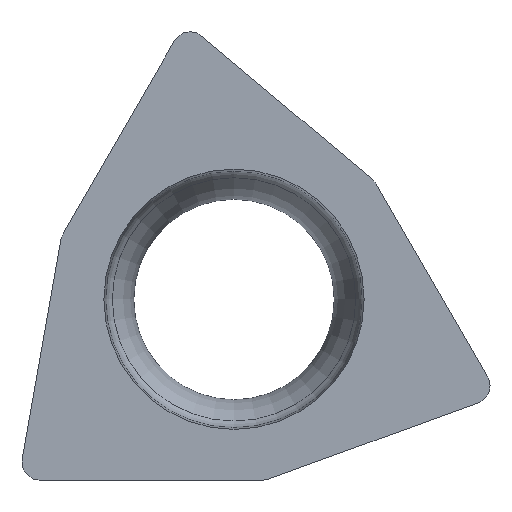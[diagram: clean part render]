
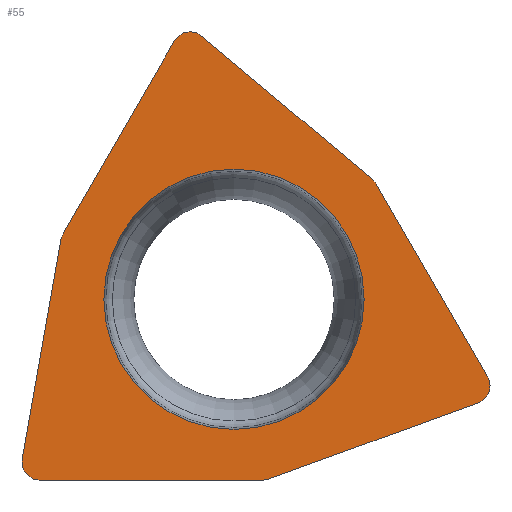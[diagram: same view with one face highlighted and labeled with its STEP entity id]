
A CAD part, top view. The second image highlights one B-rep face of the part: STEP entity #55.
In plain terms, the highlighted planar face has unit normal (0, 0, 1).
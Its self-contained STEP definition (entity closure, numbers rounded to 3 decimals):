
#55=ADVANCED_FACE('',(#81,#82),#73,.F.);
#73=PLANE('',#377);
#81=FACE_BOUND('',#93,.T.);
#82=FACE_BOUND('',#94,.T.);
#93=EDGE_LOOP('',(#128,#129,#130,#131,#132,#133,#134,#135,#136,#137,#138,#139));
#94=EDGE_LOOP('',(#140));
#117=CIRCLE('',#370,0.198);
#118=CIRCLE('',#371,0.198);
#119=CIRCLE('',#372,0.198);
#120=CIRCLE('',#373,0.198);
#121=CIRCLE('',#374,0.198);
#122=CIRCLE('',#375,0.198);
#123=CIRCLE('',#376,1.428);
#128=ORIENTED_EDGE('',*,*,#239,.T.);
#129=ORIENTED_EDGE('',*,*,#240,.T.);
#130=ORIENTED_EDGE('',*,*,#241,.T.);
#131=ORIENTED_EDGE('',*,*,#242,.T.);
#132=ORIENTED_EDGE('',*,*,#243,.T.);
#133=ORIENTED_EDGE('',*,*,#244,.T.);
#134=ORIENTED_EDGE('',*,*,#245,.T.);
#135=ORIENTED_EDGE('',*,*,#246,.T.);
#136=ORIENTED_EDGE('',*,*,#247,.T.);
#137=ORIENTED_EDGE('',*,*,#248,.T.);
#138=ORIENTED_EDGE('',*,*,#249,.T.);
#139=ORIENTED_EDGE('',*,*,#250,.T.);
#140=ORIENTED_EDGE('',*,*,#251,.F.);
#210=VERTEX_POINT('',#558);
#211=VERTEX_POINT('',#559);
#212=VERTEX_POINT('',#561);
#213=VERTEX_POINT('',#563);
#214=VERTEX_POINT('',#565);
#215=VERTEX_POINT('',#567);
#216=VERTEX_POINT('',#569);
#217=VERTEX_POINT('',#571);
#218=VERTEX_POINT('',#573);
#219=VERTEX_POINT('',#575);
#220=VERTEX_POINT('',#577);
#221=VERTEX_POINT('',#579);
#222=VERTEX_POINT('',#582);
#239=EDGE_CURVE('',#210,#211,#280,.T.);
#240=EDGE_CURVE('',#211,#212,#117,.T.);
#241=EDGE_CURVE('',#212,#213,#281,.T.);
#242=EDGE_CURVE('',#213,#214,#118,.T.);
#243=EDGE_CURVE('',#214,#215,#282,.T.);
#244=EDGE_CURVE('',#215,#216,#119,.T.);
#245=EDGE_CURVE('',#216,#217,#283,.T.);
#246=EDGE_CURVE('',#217,#218,#120,.T.);
#247=EDGE_CURVE('',#218,#219,#284,.T.);
#248=EDGE_CURVE('',#219,#220,#121,.T.);
#249=EDGE_CURVE('',#220,#221,#285,.T.);
#250=EDGE_CURVE('',#221,#210,#122,.T.);
#251=EDGE_CURVE('',#222,#222,#123,.T.);
#280=LINE('',#557,#310);
#281=LINE('',#562,#311);
#282=LINE('',#566,#312);
#283=LINE('',#570,#313);
#284=LINE('',#574,#314);
#285=LINE('',#578,#315);
#310=VECTOR('',#405,1.0);
#311=VECTOR('',#408,1.0);
#312=VECTOR('',#411,1.0);
#313=VECTOR('',#414,1.0);
#314=VECTOR('',#417,1.0);
#315=VECTOR('',#420,1.0);
#370=AXIS2_PLACEMENT_3D('',#560,#406,#407);
#371=AXIS2_PLACEMENT_3D('',#564,#409,#410);
#372=AXIS2_PLACEMENT_3D('',#568,#412,#413);
#373=AXIS2_PLACEMENT_3D('',#572,#415,#416);
#374=AXIS2_PLACEMENT_3D('',#576,#418,#419);
#375=AXIS2_PLACEMENT_3D('',#580,#421,#422);
#376=AXIS2_PLACEMENT_3D('',#581,#423,#424);
#377=AXIS2_PLACEMENT_3D('',#583,#425,#426);
#405=DIRECTION('',(0.94,0.342,0.));
#406=DIRECTION('',(0.,0.,1.0));
#407=DIRECTION('',(0.766,0.643,0.));
#408=DIRECTION('',(-0.5,0.866,0.));
#409=DIRECTION('',(0.,0.,1.0));
#410=DIRECTION('',(0.766,0.643,0.));
#411=DIRECTION('',(-0.766,0.643,0.));
#412=DIRECTION('',(0.,0.,1.0));
#413=DIRECTION('',(0.766,0.643,0.));
#414=DIRECTION('',(-0.5,-0.866,0.));
#415=DIRECTION('',(0.,0.,1.0));
#416=DIRECTION('',(0.766,0.643,0.));
#417=DIRECTION('',(-0.174,-0.985,0.));
#418=DIRECTION('',(0.,0.,1.0));
#419=DIRECTION('',(0.766,0.643,0.));
#420=DIRECTION('',(1.0,0.0,0.));
#421=DIRECTION('',(0.,0.,1.0));
#422=DIRECTION('',(0.766,0.643,0.));
#423=DIRECTION('',(0.0,0.0,1.0));
#424=DIRECTION('',(-0.766,-0.643,0.0));
#425=DIRECTION('',(0.,0.,-1.0));
#426=DIRECTION('',(0.766,0.643,0.));
#557=CARTESIAN_POINT('',(2.618,-0.035,0.));
#558=CARTESIAN_POINT('',(2.748,0.012,0.));
#559=CARTESIAN_POINT('',(5.044,0.848,0.));
#560=CARTESIAN_POINT('',(4.976,1.034,0.));
#561=CARTESIAN_POINT('',(5.148,1.133,0.));
#562=CARTESIAN_POINT('',(4.125,2.904,0.));
#563=CARTESIAN_POINT('',(3.926,3.249,0.));
#564=CARTESIAN_POINT('',(3.754,3.15,0.));
#565=CARTESIAN_POINT('',(3.882,3.302,0.));
#566=CARTESIAN_POINT('',(3.576,3.558,0.));
#567=CARTESIAN_POINT('',(2.01,4.873,0.));
#568=CARTESIAN_POINT('',(1.882,4.721,0.));
#569=CARTESIAN_POINT('',(1.711,4.82,0.));
#570=CARTESIAN_POINT('',(0.42,2.584,0.));
#571=CARTESIAN_POINT('',(0.489,2.704,0.));
#572=CARTESIAN_POINT('',(0.661,2.605,0.));
#573=CARTESIAN_POINT('',(0.465,2.639,0.));
#574=CARTESIAN_POINT('',(0.346,1.965,0.));
#575=CARTESIAN_POINT('',(0.041,0.233,0.));
#576=CARTESIAN_POINT('',(0.236,0.198,0.));
#577=CARTESIAN_POINT('',(0.236,0.,0.));
#578=CARTESIAN_POINT('',(1.995,0.,0.));
#579=CARTESIAN_POINT('',(2.68,0.,0.));
#580=CARTESIAN_POINT('',(2.68,0.198,0.));
#581=CARTESIAN_POINT('',(2.365,1.984,0.));
#582=CARTESIAN_POINT('',(1.271,1.066,0.));
#583=CARTESIAN_POINT('',(2.365,1.984,0.));
